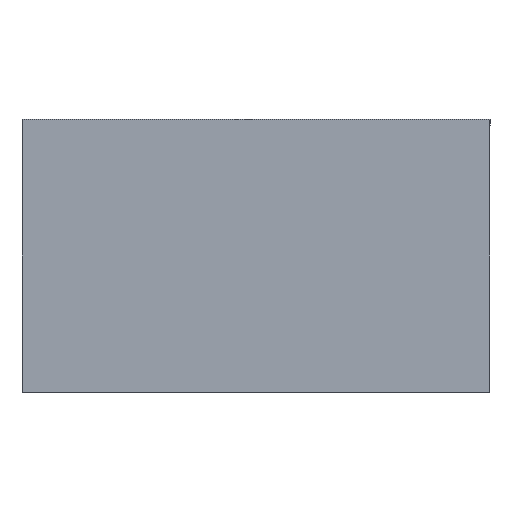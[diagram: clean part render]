
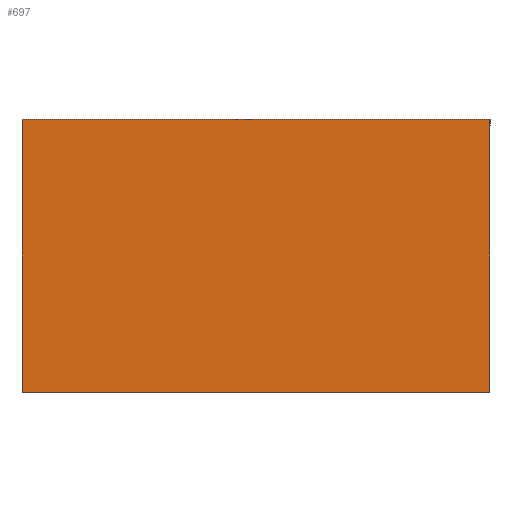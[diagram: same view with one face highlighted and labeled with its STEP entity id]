
A CAD part, front view. The second image highlights one B-rep face of the part: STEP entity #697.
In plain terms, the highlighted planar face has unit normal (0, -1, 0).
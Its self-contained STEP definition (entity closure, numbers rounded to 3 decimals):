
#48=FACE_OUTER_BOUND('',#84,.T.);
#84=EDGE_LOOP('',(#464,#465,#466,#467,#468,#469,#470,#471));
#139=LINE('',#1031,#219);
#140=LINE('',#1033,#220);
#141=LINE('',#1035,#221);
#142=LINE('',#1037,#222);
#143=LINE('',#1039,#223);
#144=LINE('',#1041,#224);
#145=LINE('',#1043,#225);
#146=LINE('',#1044,#226);
#219=VECTOR('',#835,10.);
#220=VECTOR('',#836,10.);
#221=VECTOR('',#837,10.);
#222=VECTOR('',#838,10.);
#223=VECTOR('',#839,10.);
#224=VECTOR('',#840,10.);
#225=VECTOR('',#841,10.);
#226=VECTOR('',#842,10.);
#302=VERTEX_POINT('',#1029);
#303=VERTEX_POINT('',#1030);
#304=VERTEX_POINT('',#1032);
#305=VERTEX_POINT('',#1034);
#306=VERTEX_POINT('',#1036);
#307=VERTEX_POINT('',#1038);
#308=VERTEX_POINT('',#1040);
#309=VERTEX_POINT('',#1042);
#367=EDGE_CURVE('',#302,#303,#139,.T.);
#368=EDGE_CURVE('',#304,#302,#140,.T.);
#369=EDGE_CURVE('',#305,#304,#141,.T.);
#370=EDGE_CURVE('',#306,#305,#142,.T.);
#371=EDGE_CURVE('',#307,#306,#143,.T.);
#372=EDGE_CURVE('',#307,#308,#144,.T.);
#373=EDGE_CURVE('',#309,#308,#145,.T.);
#374=EDGE_CURVE('',#303,#309,#146,.T.);
#464=ORIENTED_EDGE('',*,*,#367,.F.);
#465=ORIENTED_EDGE('',*,*,#368,.F.);
#466=ORIENTED_EDGE('',*,*,#369,.F.);
#467=ORIENTED_EDGE('',*,*,#370,.F.);
#468=ORIENTED_EDGE('',*,*,#371,.F.);
#469=ORIENTED_EDGE('',*,*,#372,.T.);
#470=ORIENTED_EDGE('',*,*,#373,.F.);
#471=ORIENTED_EDGE('',*,*,#374,.F.);
#636=PLANE('',#758);
#697=ADVANCED_FACE('',(#48),#636,.F.);
#758=AXIS2_PLACEMENT_3D('',#1028,#833,#834);
#833=DIRECTION('center_axis',(0.,1.,0.));
#834=DIRECTION('ref_axis',(0.,0.,1.));
#835=DIRECTION('',(0.,0.,-1.));
#836=DIRECTION('',(0.,0.,-1.));
#837=DIRECTION('',(0.,0.,-1.));
#838=DIRECTION('',(1.,0.,0.));
#839=DIRECTION('',(0.,0.,1.));
#840=DIRECTION('',(0.,0.,-1.));
#841=DIRECTION('',(0.,0.,1.));
#842=DIRECTION('',(-1.,0.,0.));
#1028=CARTESIAN_POINT('Origin',(0.,0.,
-37.25));
#1029=CARTESIAN_POINT('',(40.,0.,-21.369));
#1030=CARTESIAN_POINT('',(40.,0.,-23.369));
#1031=CARTESIAN_POINT('',(40.,0.,-7.94));
#1032=CARTESIAN_POINT('',(40.,0.,21.369));
#1033=CARTESIAN_POINT('',(40.,0.,22.));
#1034=CARTESIAN_POINT('',(40.,0.,23.369));
#1035=CARTESIAN_POINT('',(40.,0.,-7.94));
#1036=CARTESIAN_POINT('',(-40.,0.,23.369));
#1037=CARTESIAN_POINT('',(0.,0.,23.369));
#1038=CARTESIAN_POINT('',(-40.,0.,21.369));
#1039=CARTESIAN_POINT('',(-40.,0.,-6.065));
#1040=CARTESIAN_POINT('',(-40.,0.,-21.369));
#1041=CARTESIAN_POINT('',(-40.,0.,22.));
#1042=CARTESIAN_POINT('',(-40.,0.,-23.369));
#1043=CARTESIAN_POINT('',(-40.,0.,-6.065));
#1044=CARTESIAN_POINT('',(0.,0.,-23.369));
